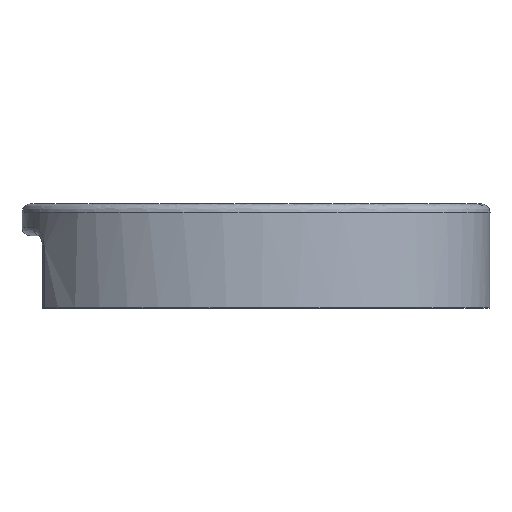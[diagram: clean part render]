
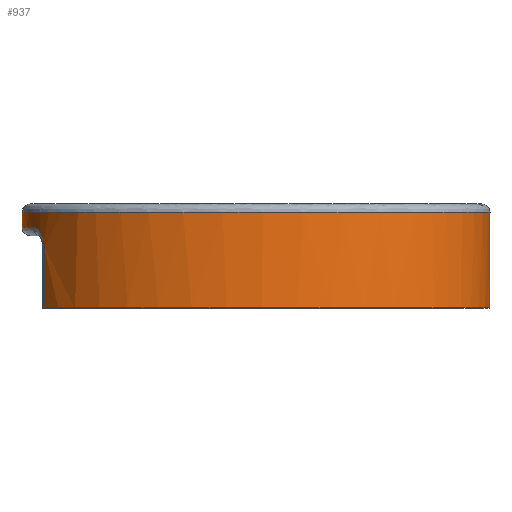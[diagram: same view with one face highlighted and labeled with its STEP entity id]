
A CAD part, top view. The second image highlights one B-rep face of the part: STEP entity #937.
In plain terms, the highlighted free-form (B-spline) face has degree [1, 2] with [2, 9] control points.
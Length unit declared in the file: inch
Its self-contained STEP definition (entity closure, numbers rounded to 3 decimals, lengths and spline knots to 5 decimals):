
#17=(
BOUNDED_SURFACE()
B_SPLINE_SURFACE(1,2,((#1694,#1695,#1696,#1697,#1698,#1699,#1700,#1701,
#1702),(#1703,#1704,#1705,#1706,#1707,#1708,#1709,#1710,#1711)),
 .UNSPECIFIED.,.F.,.T.,.F.)
B_SPLINE_SURFACE_WITH_KNOTS((2,2),(3,2,2,2,3),(0.03629,0.44458),
(-3.14159,-1.5708,0.,1.5708,3.14159),
 .UNSPECIFIED.)
GEOMETRIC_REPRESENTATION_ITEM()
RATIONAL_B_SPLINE_SURFACE(((1.,0.707,1.,0.707,1.,
0.707,1.,0.707,1.),(1.,0.707,1.,0.707,
1.,0.707,1.,0.707,1.)))
REPRESENTATION_ITEM('')
SURFACE()
);
#44=B_SPLINE_CURVE_WITH_KNOTS('',3,(#1529,#1530,#1531,#1532,#1533,#1534,
#1535),.UNSPECIFIED.,.F.,.F.,(4,1,1,1,4),(0.,0.16428,0.27381,
0.32857,0.38333),.UNSPECIFIED.);
#46=B_SPLINE_CURVE_WITH_KNOTS('',3,(#1569,#1570,#1571,#1572,#1573),
 .UNSPECIFIED.,.F.,.F.,(4,1,4),(0.,0.50486,1.178),
 .UNSPECIFIED.);
#48=B_SPLINE_CURVE_WITH_KNOTS('',3,(#1626,#1627,#1628,#1629,#1630,#1631,
#1632),.UNSPECIFIED.,.F.,.F.,(4,1,1,1,4),(0.,0.08214,0.16429,
0.27381,0.38333),.UNSPECIFIED.);
#51=B_SPLINE_CURVE_WITH_KNOTS('',3,(#1717,#1718,#1719,#1720,#1721,#1722,
#1723,#1724,#1725,#1726,#1727,#1728,#1729,#1730,#1731,#1732),
 .UNSPECIFIED.,.F.,.F.,(4,1,1,1,1,1,1,1,1,1,1,1,1,4),(-6.81872,
-6.59432,-6.36992,-6.14552,-5.92112,
-5.47232,-5.02352,-4.72432,-4.12593,
-3.82673,-3.52753,-3.37793,-3.22833,
-3.22357),.UNSPECIFIED.);
#52=B_SPLINE_CURVE_WITH_KNOTS('',3,(#1733,#1734,#1735,#1736,#1737,#1738,
#1739,#1740,#1741,#1742),.UNSPECIFIED.,.F.,.F.,(4,1,1,1,1,1,1,4),(-3.22357,
-2.92913,-2.62993,-2.33073,-2.03153,
-1.43313,-0.98433,-0.53553),.UNSPECIFIED.);
#100=FACE_OUTER_BOUND('',#158,.T.);
#158=EDGE_LOOP('',(#743,#744,#745,#746,#747,#748,#749,#750,#751,#752,#753));
#188=ELLIPSE('',#1052,1.10217,0.79365);
#189=ELLIPSE('',#1053,1.10217,0.79365);
#238=LINE('',#1375,#314);
#257=LINE('',#1635,#333);
#273=LINE('',#1715,#349);
#314=VECTOR('',#1088,0.3937);
#333=VECTOR('',#1215,0.3937);
#349=VECTOR('',#1271,1.10217);
#391=VERTEX_POINT('',#1372);
#392=VERTEX_POINT('',#1374);
#427=VERTEX_POINT('',#1527);
#429=VERTEX_POINT('',#1567);
#431=VERTEX_POINT('',#1624);
#432=VERTEX_POINT('',#1634);
#445=VERTEX_POINT('',#1712);
#446=VERTEX_POINT('',#1714);
#447=VERTEX_POINT('',#1716);
#475=EDGE_CURVE('',#391,#392,#238,.T.);
#529=EDGE_CURVE('',#427,#391,#44,.T.);
#532=EDGE_CURVE('',#429,#427,#46,.T.);
#535=EDGE_CURVE('',#431,#429,#48,.T.);
#536=EDGE_CURVE('',#432,#431,#257,.T.);
#563=EDGE_CURVE('',#445,#432,#188,.T.);
#564=EDGE_CURVE('',#445,#446,#273,.T.);
#565=EDGE_CURVE('',#447,#446,#51,.T.);
#566=EDGE_CURVE('',#446,#447,#52,.T.);
#567=EDGE_CURVE('',#392,#445,#189,.T.);
#743=ORIENTED_EDGE('',*,*,#475,.F.);
#744=ORIENTED_EDGE('',*,*,#529,.F.);
#745=ORIENTED_EDGE('',*,*,#532,.F.);
#746=ORIENTED_EDGE('',*,*,#535,.F.);
#747=ORIENTED_EDGE('',*,*,#536,.F.);
#748=ORIENTED_EDGE('',*,*,#563,.F.);
#749=ORIENTED_EDGE('',*,*,#564,.T.);
#750=ORIENTED_EDGE('',*,*,#565,.F.);
#751=ORIENTED_EDGE('',*,*,#566,.F.);
#752=ORIENTED_EDGE('',*,*,#564,.F.);
#753=ORIENTED_EDGE('',*,*,#567,.F.);
#937=ADVANCED_FACE('',(#100),#17,.F.);
#1052=AXIS2_PLACEMENT_3D('',#1713,#1269,#1270);
#1053=AXIS2_PLACEMENT_3D('',#1743,#1272,#1273);
#1088=DIRECTION('',(0.,-1.,0.));
#1215=DIRECTION('',(0.,1.,0.));
#1269=DIRECTION('center_axis',(0.,-1.,0.));
#1270=DIRECTION('ref_axis',(-1.,0.,0.));
#1271=DIRECTION('',(0.,1.,0.));
#1272=DIRECTION('center_axis',(0.,-1.,0.));
#1273=DIRECTION('ref_axis',(-1.,0.,0.));
#1372=CARTESIAN_POINT('',(-0.39082,-0.2,-0.74182));
#1374=CARTESIAN_POINT('',(-0.39082,-0.49,-0.74182));
#1375=CARTESIAN_POINT('',(-0.39082,0.,-0.74182));
#1527=CARTESIAN_POINT('',(-0.44287,-0.11,-0.6462));
#1529=CARTESIAN_POINT('Ctrl Pts',(-0.44287,-0.11,-0.6462));
#1530=CARTESIAN_POINT('Ctrl Pts',(-0.43356,-0.11,
-0.66721));
#1531=CARTESIAN_POINT('Ctrl Pts',(-0.41606,-0.12076,
-0.70114));
#1532=CARTESIAN_POINT('Ctrl Pts',(-0.39878,-0.15193,
-0.72943));
#1533=CARTESIAN_POINT('Ctrl Pts',(-0.39202,-0.17845,
-0.73998));
#1534=CARTESIAN_POINT('Ctrl Pts',(-0.39082,-0.19281,
-0.74182));
#1535=CARTESIAN_POINT('Ctrl Pts',(-0.39082,-0.2,-0.74182));
#1567=CARTESIAN_POINT('',(-0.44287,-0.11,-0.1638));
#1569=CARTESIAN_POINT('Ctrl Pts',(-0.44287,-0.11,-0.1638));
#1570=CARTESIAN_POINT('Ctrl Pts',(-0.47147,-0.11,-0.22837));
#1571=CARTESIAN_POINT('Ctrl Pts',(-0.51375,-0.11,-0.392));
#1572=CARTESIAN_POINT('Ctrl Pts',(-0.48101,-0.11,-0.56011));
#1573=CARTESIAN_POINT('Ctrl Pts',(-0.44287,-0.11,-0.6462));
#1624=CARTESIAN_POINT('',(-0.39082,-0.2,-0.06818));
#1626=CARTESIAN_POINT('Ctrl Pts',(-0.39082,-0.2,-0.06818));
#1627=CARTESIAN_POINT('Ctrl Pts',(-0.39082,-0.18922,
-0.06818));
#1628=CARTESIAN_POINT('Ctrl Pts',(-0.3936,-0.16771,
-0.07241));
#1629=CARTESIAN_POINT('Ctrl Pts',(-0.40544,-0.13781,
-0.09125));
#1630=CARTESIAN_POINT('Ctrl Pts',(-0.42325,-0.11577,
-0.12234));
#1631=CARTESIAN_POINT('Ctrl Pts',(-0.43666,-0.11,
-0.14979));
#1632=CARTESIAN_POINT('Ctrl Pts',(-0.44287,-0.11,-0.1638));
#1634=CARTESIAN_POINT('',(-0.39082,-0.49,-0.06818));
#1635=CARTESIAN_POINT('',(-0.39082,0.,-0.06818));
#1694=CARTESIAN_POINT('Ctrl Pts',(1.70934,-0.04,-0.405));
#1695=CARTESIAN_POINT('Ctrl Pts',(1.70934,-0.04,0.38865));
#1696=CARTESIAN_POINT('Ctrl Pts',(0.60717,-0.04,0.38865));
#1697=CARTESIAN_POINT('Ctrl Pts',(-0.495,-0.04,0.38865));
#1698=CARTESIAN_POINT('Ctrl Pts',(-0.495,-0.04,-0.405));
#1699=CARTESIAN_POINT('Ctrl Pts',(-0.495,-0.04,-1.19865));
#1700=CARTESIAN_POINT('Ctrl Pts',(0.60717,-0.04,-1.19865));
#1701=CARTESIAN_POINT('Ctrl Pts',(1.70934,-0.04,-1.19865));
#1702=CARTESIAN_POINT('Ctrl Pts',(1.70934,-0.04,-0.405));
#1703=CARTESIAN_POINT('Ctrl Pts',(1.70934,-0.49,-0.405));
#1704=CARTESIAN_POINT('Ctrl Pts',(1.70934,-0.49,0.38865));
#1705=CARTESIAN_POINT('Ctrl Pts',(0.60717,-0.49,0.38865));
#1706=CARTESIAN_POINT('Ctrl Pts',(-0.495,-0.49,0.38865));
#1707=CARTESIAN_POINT('Ctrl Pts',(-0.495,-0.49,-0.405));
#1708=CARTESIAN_POINT('Ctrl Pts',(-0.495,-0.49,-1.19865));
#1709=CARTESIAN_POINT('Ctrl Pts',(0.60717,-0.49,-1.19865));
#1710=CARTESIAN_POINT('Ctrl Pts',(1.70934,-0.49,-1.19865));
#1711=CARTESIAN_POINT('Ctrl Pts',(1.70934,-0.49,-0.405));
#1712=CARTESIAN_POINT('',(1.70934,-0.49,-0.405));
#1713=CARTESIAN_POINT('Origin',(0.60717,-0.49,-0.405));
#1714=CARTESIAN_POINT('',(1.70951,-0.04,-0.40511));
#1715=CARTESIAN_POINT('',(1.70934,0.,-0.405));
#1716=CARTESIAN_POINT('',(-0.34069,-0.04,-0.81));
#1717=CARTESIAN_POINT('Ctrl Pts',(-0.34069,-0.04,-0.81));
#1718=CARTESIAN_POINT('Ctrl Pts',(-0.3865,-0.04,-0.75442));
#1719=CARTESIAN_POINT('Ctrl Pts',(-0.46388,-0.04,-0.62974));
#1720=CARTESIAN_POINT('Ctrl Pts',(-0.50968,-0.04,-0.4098));
#1721=CARTESIAN_POINT('Ctrl Pts',(-0.46759,-0.04,-0.18913));
#1722=CARTESIAN_POINT('Ctrl Pts',(-0.31523,-0.04,0.06278));
#1723=CARTESIAN_POINT('Ctrl Pts',(-0.01968,-0.04,0.2751));
#1724=CARTESIAN_POINT('Ctrl Pts',(0.34476,-0.04,0.37985));
#1725=CARTESIAN_POINT('Ctrl Pts',(0.76681,-0.04,0.40021));
#1726=CARTESIAN_POINT('Ctrl Pts',(1.13976,-0.04,0.31651));
#1727=CARTESIAN_POINT('Ctrl Pts',(1.46356,-0.04,0.11427));
#1728=CARTESIAN_POINT('Ctrl Pts',(1.62176,-0.04,-0.07157));
#1729=CARTESIAN_POINT('Ctrl Pts',(1.69522,-0.04,-0.25336));
#1730=CARTESIAN_POINT('Ctrl Pts',(1.70939,-0.04,-0.35304));
#1731=CARTESIAN_POINT('Ctrl Pts',(1.70951,-0.04,-0.40355));
#1732=CARTESIAN_POINT('Ctrl Pts',(1.70951,-0.04,-0.40511));
#1733=CARTESIAN_POINT('Ctrl Pts',(1.70951,-0.04,-0.40511));
#1734=CARTESIAN_POINT('Ctrl Pts',(1.70934,-0.04,-0.50145));
#1735=CARTESIAN_POINT('Ctrl Pts',(1.65737,-0.04,-0.69461));
#1736=CARTESIAN_POINT('Ctrl Pts',(1.4703,-0.04,-0.91801));
#1737=CARTESIAN_POINT('Ctrl Pts',(1.22934,-0.04,-1.07253));
#1738=CARTESIAN_POINT('Ctrl Pts',(0.87231,-0.04,-1.19688));
#1739=CARTESIAN_POINT('Ctrl Pts',(0.44466,-0.04,-1.21657));
#1740=CARTESIAN_POINT('Ctrl Pts',(-0.01127,-0.04,-1.08909));
#1741=CARTESIAN_POINT('Ctrl Pts',(-0.24908,-0.04,-0.92117));
#1742=CARTESIAN_POINT('Ctrl Pts',(-0.34069,-0.04,-0.81));
#1743=CARTESIAN_POINT('Origin',(0.60717,-0.49,-0.405));
